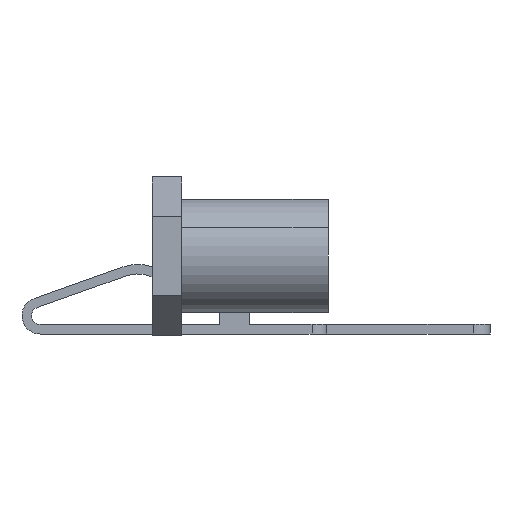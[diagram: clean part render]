
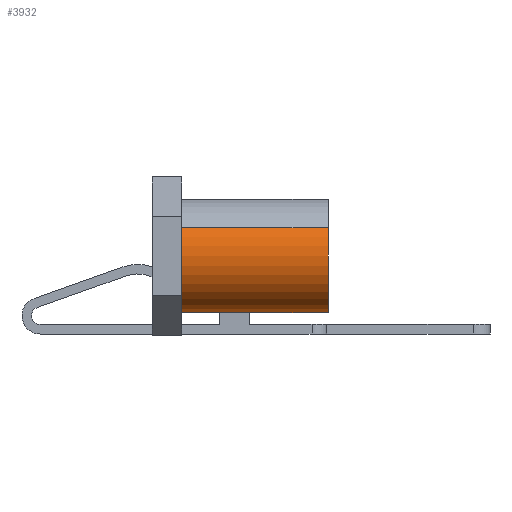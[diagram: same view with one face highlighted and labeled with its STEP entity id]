
A CAD part, left-side view. The second image highlights one B-rep face of the part: STEP entity #3932.
In plain terms, the highlighted cylindrical face has radius 1.968 mm (diameter 3.937 mm), a partial arc.
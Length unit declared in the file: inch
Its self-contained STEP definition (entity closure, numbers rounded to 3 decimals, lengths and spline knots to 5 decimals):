
#405 = ORIENTED_EDGE ( 'NONE', *, *, #1710, .T. ) ;
#509 = ORIENTED_EDGE ( 'NONE', *, *, #7947, .F. ) ;
#580 = DIRECTION ( 'NONE',  ( 0., -1., 0. ) ) ;
#1710 = EDGE_CURVE ( 'NONE', #9739, #3393, #8563, .T. ) ;
#1789 = DIRECTION ( 'NONE',  ( 0., -1., 0. ) ) ;
#2205 = AXIS2_PLACEMENT_3D ( 'NONE', #4742, #5788, #5814 ) ;
#2854 = ORIENTED_EDGE ( 'NONE', *, *, #8720, .F. ) ;
#3365 = VECTOR ( 'NONE', #580, 39.37008 ) ;
#3393 = VERTEX_POINT ( 'NONE', #7161 ) ;
#3697 = LINE ( 'NONE', #5747, #3365 ) ;
#3932 = ADVANCED_FACE ( 'NONE', ( #6692 ), #10936, .T. ) ;
#4434 = CARTESIAN_POINT ( 'NONE',  ( 0., 0.24, 0. ) ) ;
#4508 = CARTESIAN_POINT ( 'NONE',  ( 0., 0.24, 0. ) ) ;
#4742 = CARTESIAN_POINT ( 'NONE',  ( 0., 0.04, 0. ) ) ;
#4779 = ORIENTED_EDGE ( 'NONE', *, *, #11069, .T. ) ;
#5395 = DIRECTION ( 'NONE',  ( 0., 0., -1. ) ) ;
#5403 = DIRECTION ( 'NONE',  ( 0., 0., 1. ) ) ;
#5648 = VERTEX_POINT ( 'NONE', #9124 ) ;
#5747 = CARTESIAN_POINT ( 'NONE',  ( 0., 0.24, 0.0775 ) ) ;
#5788 = DIRECTION ( 'NONE',  ( 0., 1., 0. ) ) ;
#5814 = DIRECTION ( 'NONE',  ( 0., 0., 1. ) ) ;
#6692 = FACE_OUTER_BOUND ( 'NONE', #7085, .T. ) ;
#7085 = EDGE_LOOP ( 'NONE', ( #2854, #4779, #405, #509 ) ) ;
#7161 = CARTESIAN_POINT ( 'NONE',  ( 0., 0.04, -0.0775 ) ) ;
#7947 = EDGE_CURVE ( 'NONE', #9655, #3393, #11340, .T. ) ;
#8251 = CARTESIAN_POINT ( 'NONE',  ( 0., 0.24, -0.0775 ) ) ;
#8563 = CIRCLE ( 'NONE', #2205, 0.0775 ) ;
#8720 = EDGE_CURVE ( 'NONE', #5648, #9655, #10138, .T. ) ;
#9124 = CARTESIAN_POINT ( 'NONE',  ( 0., 0.24, 0.0775 ) ) ;
#9327 = CARTESIAN_POINT ( 'NONE',  ( 0., 0.24, -0.0775 ) ) ;
#9655 = VERTEX_POINT ( 'NONE', #8251 ) ;
#9739 = VERTEX_POINT ( 'NONE', #10942 ) ;
#10076 = AXIS2_PLACEMENT_3D ( 'NONE', #4508, #1789, #5395 ) ;
#10138 = CIRCLE ( 'NONE', #10741, 0.0775 ) ;
#10226 = DIRECTION ( 'NONE',  ( 0., -1., 0. ) ) ;
#10538 = DIRECTION ( 'NONE',  ( 0., 1., 0. ) ) ;
#10741 = AXIS2_PLACEMENT_3D ( 'NONE', #4434, #10538, #5403 ) ;
#10936 = CYLINDRICAL_SURFACE ( 'NONE', #10076, 0.0775 ) ;
#10942 = CARTESIAN_POINT ( 'NONE',  ( 0., 0.04, 0.0775 ) ) ;
#11069 = EDGE_CURVE ( 'NONE', #5648, #9739, #3697, .T. ) ;
#11086 = VECTOR ( 'NONE', #10226, 39.37008 ) ;
#11340 = LINE ( 'NONE', #9327, #11086 ) ;
